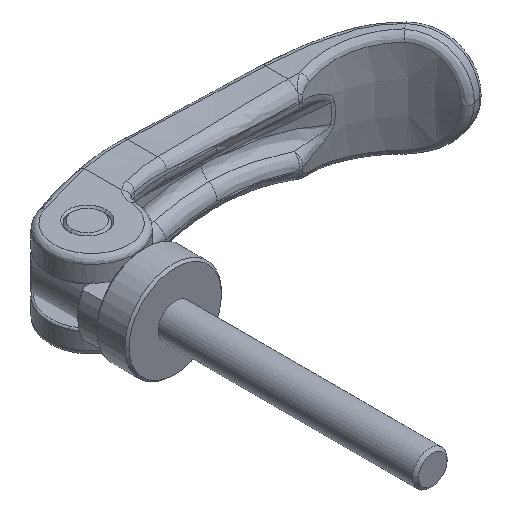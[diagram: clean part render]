
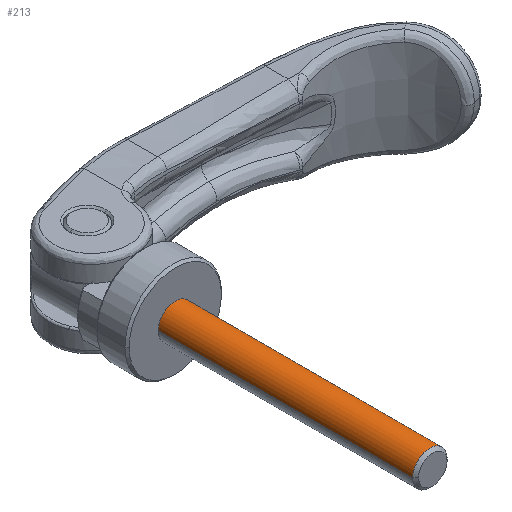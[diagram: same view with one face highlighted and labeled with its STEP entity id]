
A CAD part, isometric view. The second image highlights one B-rep face of the part: STEP entity #213.
In plain terms, the highlighted cylindrical face has radius 4 mm (diameter 8 mm), a partial arc.
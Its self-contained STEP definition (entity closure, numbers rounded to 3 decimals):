
#213=ADVANCED_FACE('',(#546),#547,.T.);
#546=FACE_OUTER_BOUND('',#1010,.T.);
#547=CYLINDRICAL_SURFACE('',#1011,4.0);
#1010=EDGE_LOOP('',(#11739,#11740,#11741,#11742));
#1011=AXIS2_PLACEMENT_3D('',#11743,#11744,#11745);
#11739=ORIENTED_EDGE('',*,*,#12731,.T.);
#11740=ORIENTED_EDGE('',*,*,#12743,.F.);
#11741=ORIENTED_EDGE('',*,*,#12733,.T.);
#11742=ORIENTED_EDGE('',*,*,#12740,.T.);
#11743=CARTESIAN_POINT('',(0.0,-30.0,0.0));
#11744=DIRECTION('',(-0.0,1.0,0.0));
#11745=DIRECTION('',(1.0,0.0,0.0));
#12731=EDGE_CURVE('',#13269,#13270,#13271,.T.);
#12733=EDGE_CURVE('',#13274,#13272,#13275,.T.);
#12740=EDGE_CURVE('',#13272,#13269,#13284,.T.);
#12743=EDGE_CURVE('',#13274,#13270,#13287,.T.);
#13269=VERTEX_POINT('',#14040);
#13270=VERTEX_POINT('',#14041);
#13271=LINE('',#14042,#14043);
#13272=VERTEX_POINT('',#14044);
#13274=VERTEX_POINT('',#14046);
#13275=LINE('',#14047,#14048);
#13284=CIRCLE('',#14059,4.0);
#13287=CIRCLE('',#14062,4.0);
#14040=CARTESIAN_POINT('',(4.0,-59.323,0.0));
#14041=CARTESIAN_POINT('',(4.0,0.0,0.0));
#14042=CARTESIAN_POINT('',(4.0,-30.0,0.));
#14043=VECTOR('',#18458,1.0);
#14044=CARTESIAN_POINT('',(-4.0,-59.323,0.));
#14046=CARTESIAN_POINT('',(-4.0,0.,0.));
#14047=CARTESIAN_POINT('',(-4.0,-30.0,0.));
#14048=VECTOR('',#18462,1.0);
#14059=AXIS2_PLACEMENT_3D('',#18471,#18472,#18473);
#14062=AXIS2_PLACEMENT_3D('',#18477,#18478,#18479);
#18458=DIRECTION('',(0.0,1.0,0.0));
#18462=DIRECTION('',(-0.0,-1.0,-0.0));
#18471=CARTESIAN_POINT('',(0.0,-59.323,0.0));
#18472=DIRECTION('',(0.,1.0,0.0));
#18473=DIRECTION('',(1.0,0.,0.0));
#18477=CARTESIAN_POINT('',(0.0,0.0,0.0));
#18478=DIRECTION('',(0.,1.0,0.0));
#18479=DIRECTION('',(1.0,0.,0.0));
